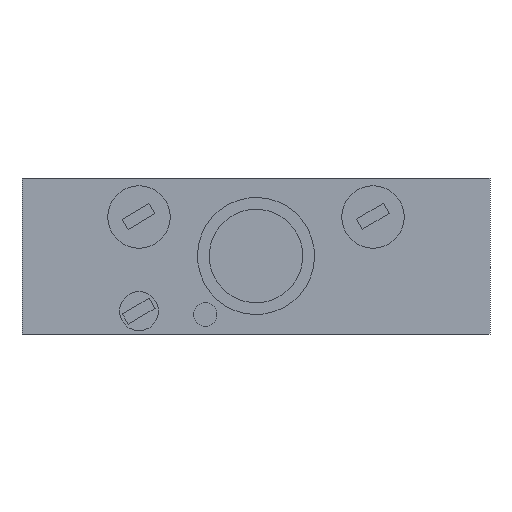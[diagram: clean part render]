
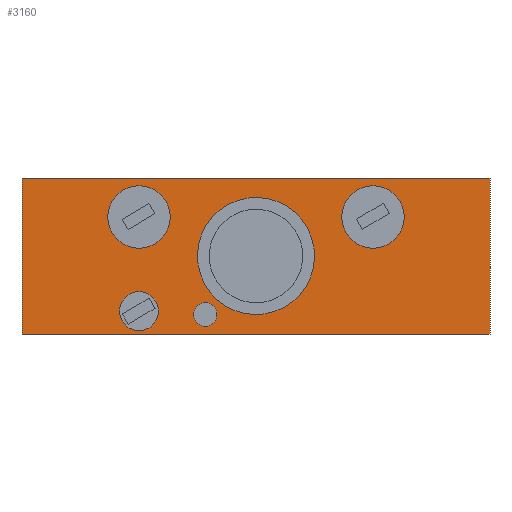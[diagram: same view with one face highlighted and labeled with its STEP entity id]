
A CAD part, left-side view. The second image highlights one B-rep face of the part: STEP entity #3160.
In plain terms, the highlighted planar face has unit normal (-1, 0, 0).
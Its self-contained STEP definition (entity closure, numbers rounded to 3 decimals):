
#2547=CARTESIAN_POINT('',(0.,30.0,11.498));
#2548=VERTEX_POINT('',#2547);
#2549=CARTESIAN_POINT('',(0.,30.0,10.0));
#2550=DIRECTION('',(1.0,0.0,0.0));
#2551=DIRECTION('',(0.0,0.0,-1.0));
#2552=AXIS2_PLACEMENT_3D('',#2549,#2550,#2551);
#2553=CIRCLE('',#2552,1.498);
#2554=EDGE_CURVE('',#2548,#2548,#2553,.T.);
#2708=CARTESIAN_POINT('',(0.,45.0,19.0));
#2709=VERTEX_POINT('',#2708);
#2710=CARTESIAN_POINT('',(0.0,45.0,15.0));
#2711=DIRECTION('',(1.0,0.0,0.0));
#2712=DIRECTION('',(0.0,0.0,-1.0));
#2713=AXIS2_PLACEMENT_3D('',#2710,#2711,#2712);
#2714=CIRCLE('',#2713,4.0);
#2715=EDGE_CURVE('',#2709,#2709,#2714,.T.);
#2751=CARTESIAN_POINT('',(0.,36.5,4.0));
#2752=VERTEX_POINT('',#2751);
#2753=CARTESIAN_POINT('',(0.0,36.5,2.5));
#2754=DIRECTION('',(1.0,0.0,0.0));
#2755=DIRECTION('',(0.0,0.0,-1.0));
#2756=AXIS2_PLACEMENT_3D('',#2753,#2754,#2755);
#2757=CIRCLE('',#2756,1.5);
#2758=EDGE_CURVE('',#2752,#2752,#2757,.T.);
#2912=CARTESIAN_POINT('',(0.,45.0,5.43));
#2913=VERTEX_POINT('',#2912);
#2914=CARTESIAN_POINT('',(0.0,45.0,2.93));
#2915=DIRECTION('',(1.0,0.0,0.0));
#2916=DIRECTION('',(0.0,0.0,-1.0));
#2917=AXIS2_PLACEMENT_3D('',#2914,#2915,#2916);
#2918=CIRCLE('',#2917,2.5);
#2919=EDGE_CURVE('',#2913,#2913,#2918,.T.);
#3079=CARTESIAN_POINT('',(0.,15.0,19.0));
#3080=VERTEX_POINT('',#3079);
#3081=CARTESIAN_POINT('',(0.0,15.0,15.0));
#3082=DIRECTION('',(1.0,0.0,0.0));
#3083=DIRECTION('',(0.0,0.0,-1.0));
#3084=AXIS2_PLACEMENT_3D('',#3081,#3082,#3083);
#3085=CIRCLE('',#3084,4.0);
#3086=EDGE_CURVE('',#3080,#3080,#3085,.T.);
#3106=CARTESIAN_POINT('',(0.0,0.0,0.0));
#3107=DIRECTION('',(-1.0,0.0,0.0));
#3108=DIRECTION('',(0.0,0.0,1.0));
#3109=AXIS2_PLACEMENT_3D('',#3106,#3107,#3108);
#3110=PLANE('',#3109);
#3111=CARTESIAN_POINT('',(0.0,0.0,20.0));
#3112=VERTEX_POINT('',#3111);
#3113=CARTESIAN_POINT('',(0.,60.0,20.0));
#3114=VERTEX_POINT('',#3113);
#3115=CARTESIAN_POINT('',(0.0,0.0,20.0));
#3116=DIRECTION('',(0.0,1.0,0.0));
#3117=VECTOR('',#3116,60.0);
#3118=LINE('',#3115,#3117);
#3119=EDGE_CURVE('',#3112,#3114,#3118,.T.);
#3120=ORIENTED_EDGE('',*,*,#3119,.T.);
#3121=CARTESIAN_POINT('',(0.,60.0,0.0));
#3122=VERTEX_POINT('',#3121);
#3123=CARTESIAN_POINT('',(0.,60.0,0.0));
#3124=DIRECTION('',(0.0,0.0,1.0));
#3125=VECTOR('',#3124,20.0);
#3126=LINE('',#3123,#3125);
#3127=EDGE_CURVE('',#3122,#3114,#3126,.T.);
#3128=ORIENTED_EDGE('',*,*,#3127,.F.);
#3129=CARTESIAN_POINT('',(0.0,0.0,0.0));
#3130=VERTEX_POINT('',#3129);
#3131=CARTESIAN_POINT('',(0.,60.0,0.0));
#3132=DIRECTION('',(0.0,-1.0,0.0));
#3133=VECTOR('',#3132,60.0);
#3134=LINE('',#3131,#3133);
#3135=EDGE_CURVE('',#3122,#3130,#3134,.T.);
#3136=ORIENTED_EDGE('',*,*,#3135,.T.);
#3137=CARTESIAN_POINT('',(0.0,0.0,0.0));
#3138=DIRECTION('',(0.0,0.0,1.0));
#3139=VECTOR('',#3138,20.0);
#3140=LINE('',#3137,#3139);
#3141=EDGE_CURVE('',#3130,#3112,#3140,.T.);
#3142=ORIENTED_EDGE('',*,*,#3141,.T.);
#3143=EDGE_LOOP('',(#3120,#3128,#3136,#3142));
#3144=FACE_OUTER_BOUND('',#3143,.T.);
#3145=ORIENTED_EDGE('',*,*,#2554,.T.);
#3146=EDGE_LOOP('',(#3145));
#3147=FACE_BOUND('',#3146,.T.);
#3148=ORIENTED_EDGE('',*,*,#3086,.T.);
#3149=EDGE_LOOP('',(#3148));
#3150=FACE_BOUND('',#3149,.T.);
#3151=ORIENTED_EDGE('',*,*,#2919,.T.);
#3152=EDGE_LOOP('',(#3151));
#3153=FACE_BOUND('',#3152,.T.);
#3154=ORIENTED_EDGE('',*,*,#2758,.T.);
#3155=EDGE_LOOP('',(#3154));
#3156=FACE_BOUND('',#3155,.T.);
#3157=ORIENTED_EDGE('',*,*,#2715,.T.);
#3158=EDGE_LOOP('',(#3157));
#3159=FACE_BOUND('',#3158,.T.);
#3160=ADVANCED_FACE('',(#3144,#3147,#3150,#3153,#3156,#3159),#3110,.T.);
